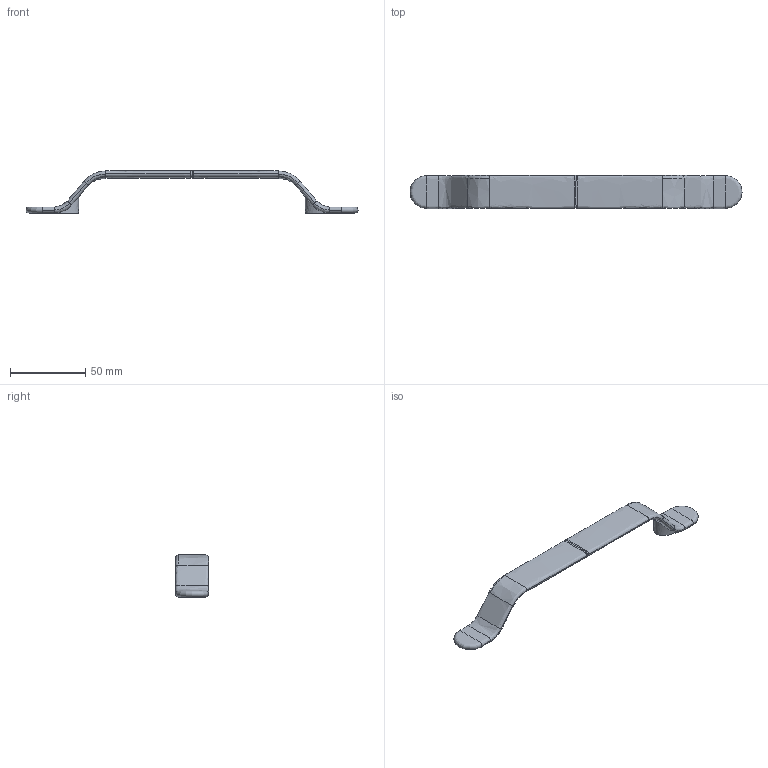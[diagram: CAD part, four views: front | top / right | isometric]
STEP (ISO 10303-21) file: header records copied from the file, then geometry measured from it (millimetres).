
FILE_DESCRIPTION(/* description */ (''),/* implementation_level */ '2;1');
FILE_NAME(/* name */ '0590_160_02.stp',/* time_stamp */ '2023-01-03T08:37:12+01:00',/* author */ ('jferrer'),/* organization */ (''),/* preprocessor_version */ 'ST-DEVELOPER v18.1',/* originating_system */ 'Autodesk Inventor 2022',/* authorisation */ '');
FILE_SCHEMA (('CONFIG_CONTROL_DESIGN'));
Length unit declared in the file: millimetre
Products named in the file (1): 0590_160_01
Bounding box: 221.27 x 22 x 28 mm (x, y, z)
Volume: 22544 mm3; surface area: 11985.4 mm2
Topology: 1 solids, 1 shells, 126 faces, 309 edges, 193 vertices
Faces by surface type: bspline 56, plane 45, cylinder 21, cone 4
Full cylindrical faces by diameter (mm): 1.548 x1, 1.8 x1, 3.242 x2
Entity records: 9041 total; most frequent: CARTESIAN_POINT 6691, ORIENTED_EDGE 606, EDGE_CURVE 303, DIRECTION 276, VERTEX_POINT 193, B_SPLINE_CURVE_WITH_KNOTS 154, EDGE_LOOP 140, FACE_OUTER_BOUND 126
